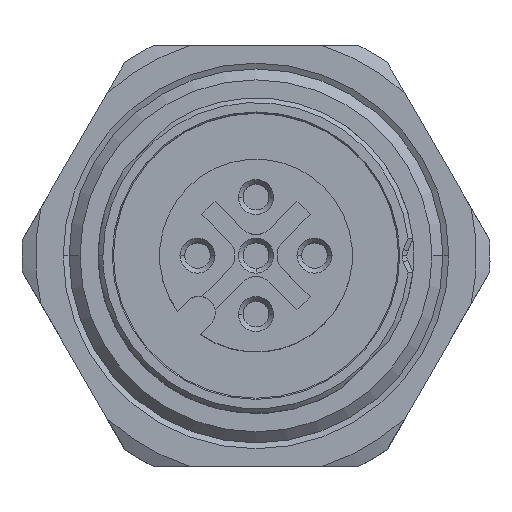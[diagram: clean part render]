
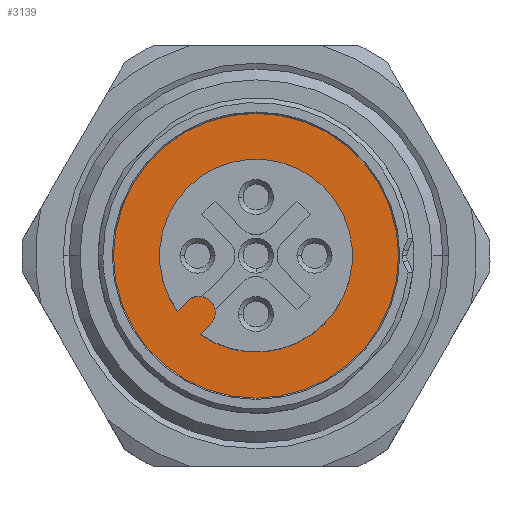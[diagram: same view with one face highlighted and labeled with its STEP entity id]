
A CAD part, top view. The second image highlights one B-rep face of the part: STEP entity #3139.
In plain terms, the highlighted planar face has unit normal (0, 0, 1).
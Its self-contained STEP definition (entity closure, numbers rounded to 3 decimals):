
#175=CARTESIAN_POINT('',(-2.44,-2.44,7.45));
#176=DIRECTION('',(0.,0.,1.));
#177=DIRECTION('',(0.707,-0.707,0.));
#178=AXIS2_PLACEMENT_3D('',#175,#176,#177);
#400=DIRECTION('',(0.707,0.707,0.));
#401=VECTOR('',#400,0.615);
#402=CARTESIAN_POINT('',(-2.38,-3.369,7.45));
#403=LINE('',#402,#401);
#408=CARTESIAN_POINT('',(0.,0.,7.45));
#409=DIRECTION('',(0.,0.,1.));
#410=DIRECTION('',(1.,0.,0.));
#411=AXIS2_PLACEMENT_3D('',#408,#409,#410);
#417=CARTESIAN_POINT('',(0.,0.,7.45));
#418=DIRECTION('',(0.,0.,1.));
#419=DIRECTION('',(-1.,0.,0.));
#420=AXIS2_PLACEMENT_3D('',#417,#418,#419);
#1722=CARTESIAN_POINT('',(0.,0.,7.45));
#1723=DIRECTION('',(0.,0.,1.));
#1724=DIRECTION('',(-0.577,-0.817,0.));
#1725=AXIS2_PLACEMENT_3D('',#1722,#1723,#1724);
#1727=DIRECTION('',(-0.707,-0.707,0.));
#1728=VECTOR('',#1727,0.615);
#1729=CARTESIAN_POINT('',(-2.934,-1.945,7.45));
#1730=LINE('',#1729,#1728);
#2068=CARTESIAN_POINT('',(-2.38,-3.369,7.45));
#2069=CARTESIAN_POINT('',(-3.369,-2.38,7.45));
#2070=VERTEX_POINT('',#2068);
#2071=VERTEX_POINT('',#2069);
#2072=CARTESIAN_POINT('',(-2.934,-1.945,7.45));
#2073=VERTEX_POINT('',#2072);
#2074=CARTESIAN_POINT('',(-1.945,-2.934,7.45));
#2075=VERTEX_POINT('',#2074);
#2080=CARTESIAN_POINT('',(6.1,0.,7.45));
#2081=CARTESIAN_POINT('',(-6.1,0.,7.45));
#2082=VERTEX_POINT('',#2080);
#2083=VERTEX_POINT('',#2081);
#3120=CARTESIAN_POINT('',(0.,0.,7.45));
#3121=DIRECTION('',(0.,0.,-1.));
#3122=DIRECTION('',(1.,0.,0.));
#3123=AXIS2_PLACEMENT_3D('',#3120,#3121,#3122);
#3124=PLANE('',#3123);
#3126=ORIENTED_EDGE('',*,*,#3125,.F.);
#3128=ORIENTED_EDGE('',*,*,#3127,.F.);
#3129=EDGE_LOOP('',(#3126,#3128));
#3130=FACE_OUTER_BOUND('',#3129,.F.);
#3132=ORIENTED_EDGE('',*,*,#3131,.T.);
#3134=ORIENTED_EDGE('',*,*,#3133,.F.);
#3135=ORIENTED_EDGE('',*,*,#2456,.F.);
#3136=ORIENTED_EDGE('',*,*,#3099,.F.);
#3137=EDGE_LOOP('',(#3132,#3134,#3135,#3136));
#3138=FACE_BOUND('',#3137,.F.);
#3139=ADVANCED_FACE('',(#3130,#3138),#3124,.F.);
#179=CIRCLE('',#178,0.7);
#412=CIRCLE('',#411,6.1);
#421=CIRCLE('',#420,6.1);
#1726=CIRCLE('',#1725,4.125);
#2456=EDGE_CURVE('',#2075,#2073,#179,.T.);
#3099=EDGE_CURVE('',#2070,#2075,#403,.T.);
#3125=EDGE_CURVE('',#2082,#2083,#412,.T.);
#3127=EDGE_CURVE('',#2083,#2082,#421,.T.);
#3131=EDGE_CURVE('',#2070,#2071,#1726,.T.);
#3133=EDGE_CURVE('',#2073,#2071,#1730,.T.);
